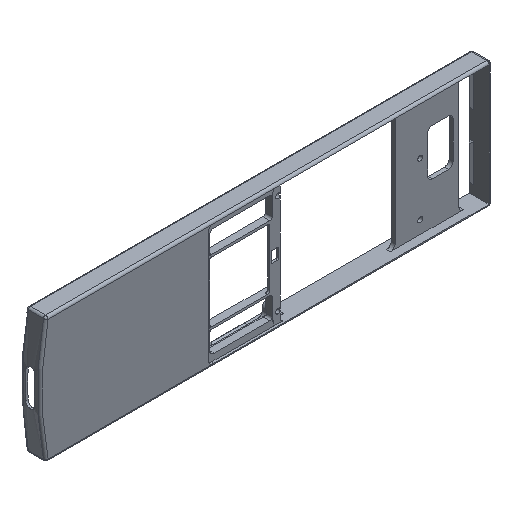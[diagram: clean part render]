
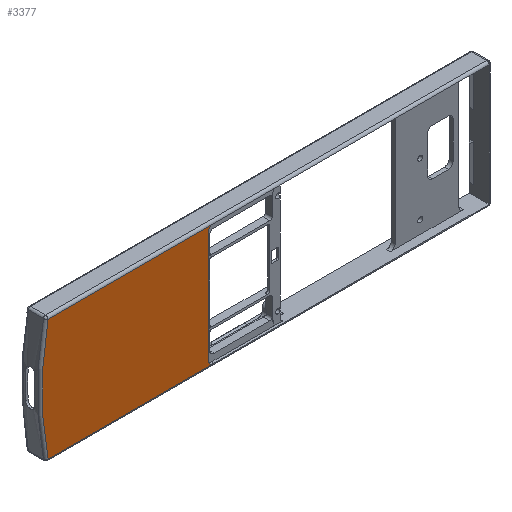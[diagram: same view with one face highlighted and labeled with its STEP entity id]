
A CAD part, isometric view. The second image highlights one B-rep face of the part: STEP entity #3377.
In plain terms, the highlighted planar face has unit normal (0, -1, 0).
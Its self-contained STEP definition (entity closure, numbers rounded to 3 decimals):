
#147=CIRCLE('',#3623,2.);
#182=CIRCLE('',#3683,134.);
#202=CIRCLE('',#3727,2.);
#438=FACE_OUTER_BOUND('',#618,.T.);
#618=EDGE_LOOP('',(#2961,#2962,#2963,#2964,#2965,#2966));
#942=LINE('',#5649,#1270);
#963=LINE('',#5809,#1291);
#964=LINE('',#5812,#1292);
#1270=VECTOR('',#4581,10.);
#1291=VECTOR('',#4680,10.);
#1292=VECTOR('',#4683,10.);
#1388=VERTEX_POINT('',#4994);
#1482=VERTEX_POINT('',#5226);
#1563=VERTEX_POINT('',#5477);
#1588=VERTEX_POINT('',#5558);
#1602=VERTEX_POINT('',#5642);
#1624=VERTEX_POINT('',#5810);
#1992=EDGE_CURVE('',#1563,#1482,#147,.F.);
#2059=EDGE_CURVE('',#1602,#1588,#182,.T.);
#2061=EDGE_CURVE('',#1588,#1482,#942,.T.);
#2107=EDGE_CURVE('',#1388,#1602,#963,.T.);
#2108=EDGE_CURVE('',#1388,#1624,#202,.F.);
#2109=EDGE_CURVE('',#1624,#1563,#964,.T.);
#2961=ORIENTED_EDGE('',*,*,#2107,.F.);
#2962=ORIENTED_EDGE('',*,*,#2108,.T.);
#2963=ORIENTED_EDGE('',*,*,#2109,.T.);
#2964=ORIENTED_EDGE('',*,*,#1992,.T.);
#2965=ORIENTED_EDGE('',*,*,#2061,.F.);
#2966=ORIENTED_EDGE('',*,*,#2059,.F.);
#3212=PLANE('',#3726);
#3377=ADVANCED_FACE('',(#438),#3212,.F.);
#3623=AXIS2_PLACEMENT_3D('',#5478,#4421,#4422);
#3683=AXIS2_PLACEMENT_3D('',#5644,#4571,#4572);
#3726=AXIS2_PLACEMENT_3D('',#5808,#4678,#4679);
#3727=AXIS2_PLACEMENT_3D('',#5811,#4681,#4682);
#4421=DIRECTION('center_axis',(0.,-1.,0.));
#4422=DIRECTION('ref_axis',(-0.707,0.,0.707));
#4571=DIRECTION('center_axis',(0.,1.,0.));
#4572=DIRECTION('ref_axis',(-1.,0.,0.));
#4581=DIRECTION('',(1.,0.,0.));
#4678=DIRECTION('center_axis',(0.,1.,0.));
#4679=DIRECTION('ref_axis',(0.,0.,-1.));
#4680=DIRECTION('',(-1.,0.,0.));
#4681=DIRECTION('center_axis',(0.,-1.,0.));
#4682=DIRECTION('ref_axis',(-0.707,0.,-0.707));
#4683=DIRECTION('',(0.,0.,1.));
#4994=CARTESIAN_POINT('',(-22.92,0.,-26.));
#5226=CARTESIAN_POINT('',(-22.92,0.,26.24));
#5477=CARTESIAN_POINT('',(-24.92,0.,24.24));
#5478=CARTESIAN_POINT('Origin',(-22.92,0.,24.24));
#5558=CARTESIAN_POINT('',(-94.182,0.,26.24));
#5642=CARTESIAN_POINT('',(-94.182,0.,-26.));
#5644=CARTESIAN_POINT('Origin',(37.248,0.,0.12));
#5649=CARTESIAN_POINT('',(0.5,0.,26.24));
#5808=CARTESIAN_POINT('Origin',(0.5,0.,0.));
#5809=CARTESIAN_POINT('',(26.02,0.,-26.));
#5810=CARTESIAN_POINT('',(-24.92,0.,-24.));
#5811=CARTESIAN_POINT('Origin',(-22.92,0.,-24.));
#5812=CARTESIAN_POINT('',(-24.92,0.,0.06));
